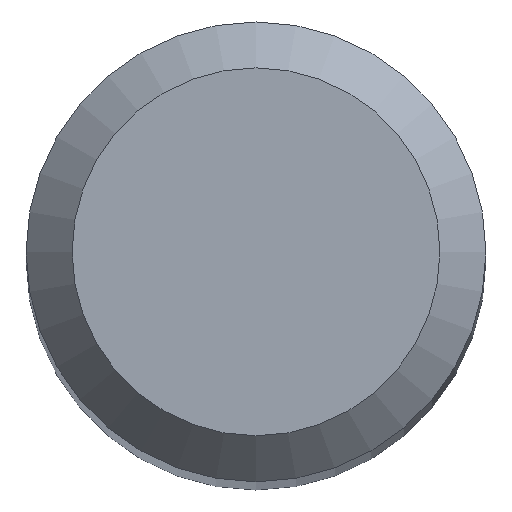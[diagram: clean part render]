
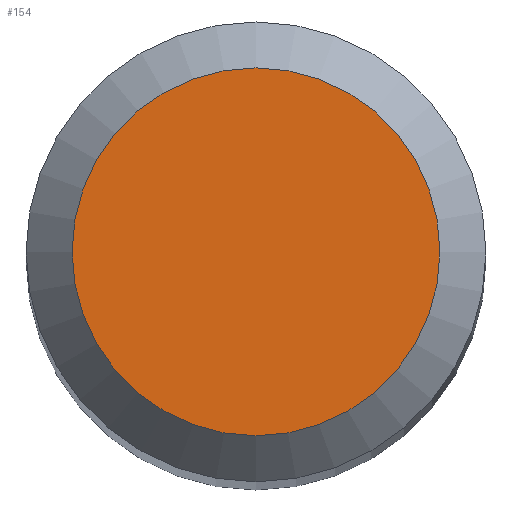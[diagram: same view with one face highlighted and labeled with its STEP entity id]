
A CAD part, top view. The second image highlights one B-rep face of the part: STEP entity #154.
In plain terms, the highlighted planar face has unit normal (0, 0, 1).
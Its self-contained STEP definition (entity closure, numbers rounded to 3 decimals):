
#13 = AXIS2_PLACEMENT_3D ( 'NONE', #83, #100, #32 ) ;
#32 = DIRECTION ( 'NONE',  ( 0., 1., 0. ) ) ;
#34 = AXIS2_PLACEMENT_3D ( 'NONE', #151, #171, #157 ) ;
#83 = CARTESIAN_POINT ( 'NONE',  ( 0., 0., 38. ) ) ;
#100 = DIRECTION ( 'NONE',  ( 0., 0., -1. ) ) ;
#129 = CIRCLE ( 'NONE', #34, 1.2 ) ;
#135 = FACE_OUTER_BOUND ( 'NONE', #148, .T. ) ;
#147 = ORIENTED_EDGE ( 'NONE', *, *, #159, .F. ) ;
#148 = EDGE_LOOP ( 'NONE', ( #147 ) ) ;
#151 = CARTESIAN_POINT ( 'NONE',  ( 0., 0., 38. ) ) ;
#154 = ADVANCED_FACE ( 'NONE', ( #135 ), #192, .F. ) ;
#157 = DIRECTION ( 'NONE',  ( 0., 1., 0. ) ) ;
#159 = EDGE_CURVE ( 'NONE', #161, #161, #129, .T. ) ;
#161 = VERTEX_POINT ( 'NONE', #214 ) ;
#171 = DIRECTION ( 'NONE',  ( 0., 0., -1. ) ) ;
#192 = PLANE ( 'NONE',  #13 ) ;
#214 = CARTESIAN_POINT ( 'NONE',  ( 0., 1.2, 38. ) ) ;
